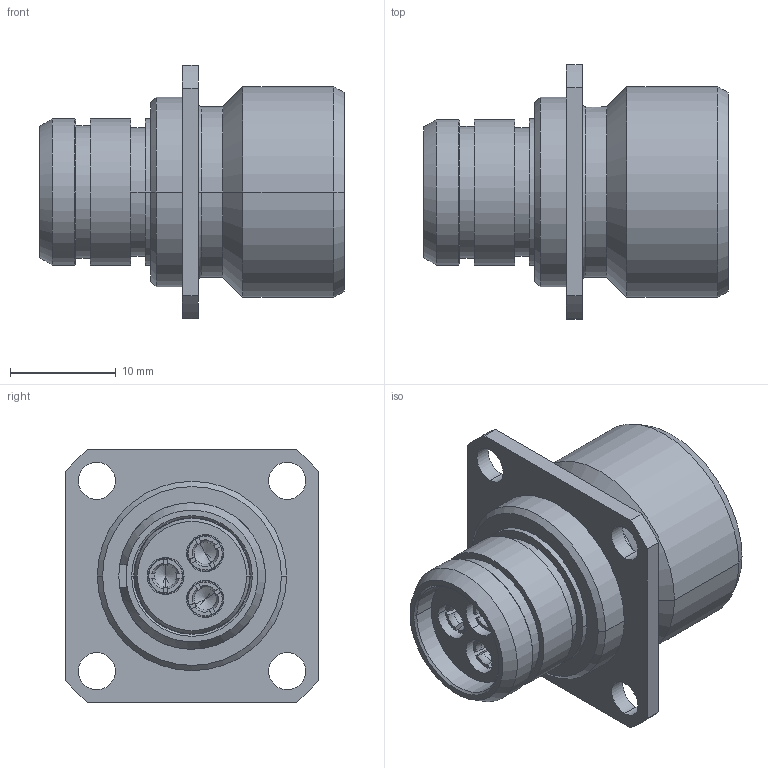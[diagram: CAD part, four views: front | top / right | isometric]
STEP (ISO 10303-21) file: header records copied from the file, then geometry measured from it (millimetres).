
FILE_DESCRIPTION((''),'2;1');
FILE_NAME('1332ER103FZ','2024-07-24T10:05:49',('paultorloting'),('NET AG system integration'),'CREO PARAMETRIC BY PTC INC, 2021404','CREO PARAMETRIC BY PTC INC, 2021404','');
FILE_SCHEMA(('AUTOMOTIVE_DESIGN { 1 0 10303 214 1 1 1 1 }'));
Length unit declared in the file: millimetre
Products named in the file (1): 1332ER103FZ
Bounding box: 28.8 x 24 x 24 mm (x, y, z)
Volume: 4609.2 mm3; surface area: 5627.1 mm2
Topology: 1 solids, 1 shells, 385 faces, 1023 edges, 655 vertices
Faces by surface type: plane 198, cylinder 107, cone 41, torus 33, bspline 6
Entity records: 17434 total; most frequent: CARTESIAN_POINT 4821, ORIENTED_EDGE 2022, DIRECTION 1997, EDGE_CURVE 1011, AXIS2_PLACEMENT_3D 694, VERTEX_POINT 655, VECTOR 606, LINE 606
